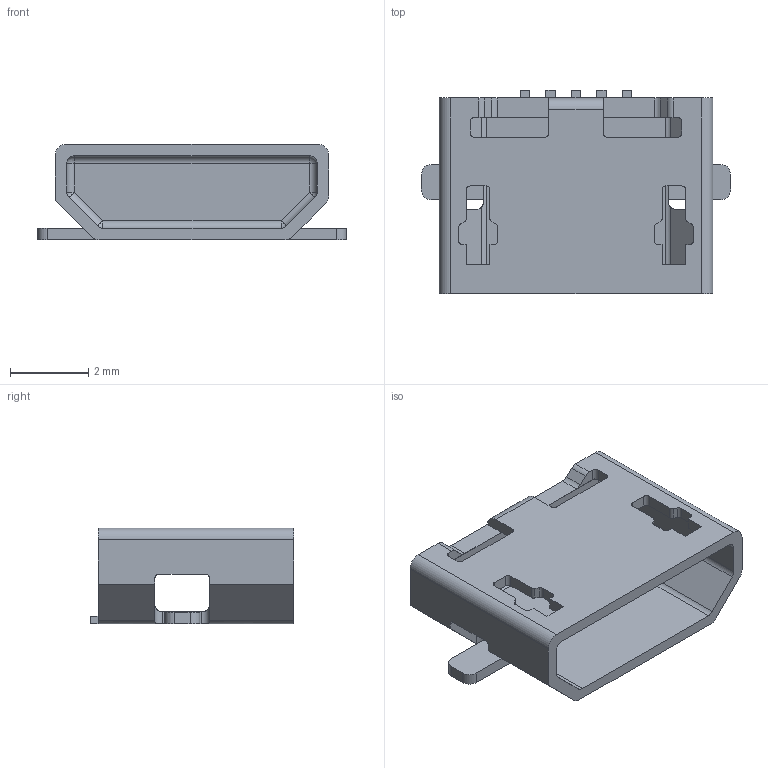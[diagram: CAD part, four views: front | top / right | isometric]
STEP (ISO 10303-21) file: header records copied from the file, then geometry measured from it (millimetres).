
FILE_DESCRIPTION(/* description */ (''),/* implementation_level */ '2;1');
FILE_NAME(/* name */ 'micro-usb-b v1.step',/* time_stamp */ '2018-06-06T16:56:43-05:00',/* author */ (''),/* organization */ (''),/* preprocessor_version */ 'ST-DEVELOPER v17',/* originating_system */ 'Autodesk Translation Framework v7.1.0.215',/* authorisation */ '');
FILE_SCHEMA (('AUTOMOTIVE_DESIGN { 1 0 10303 214 3 1 1 }'));
Length unit declared in the file: millimetre
Products named in the file (1): micro-usb-b
Bounding box: 7.9 x 5.2 x 2.45 mm (x, y, z)
Volume: 25.9 mm3; surface area: 188 mm2
Topology: 1 solids, 1 shells, 158 faces, 469 edges, 304 vertices
Faces by surface type: plane 91, cylinder 61, sphere 6
Entity records: 5404 total; most frequent: CARTESIAN_POINT 1040, ORIENTED_EDGE 938, DIRECTION 893, EDGE_CURVE 469, LINE 339, VECTOR 339, VERTEX_POINT 304, AXIS2_PLACEMENT_3D 277
